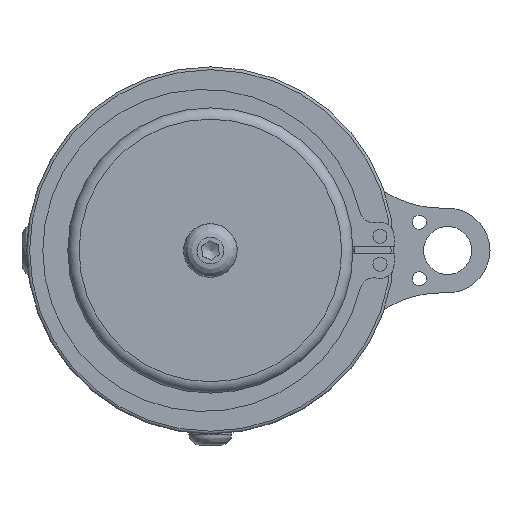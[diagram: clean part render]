
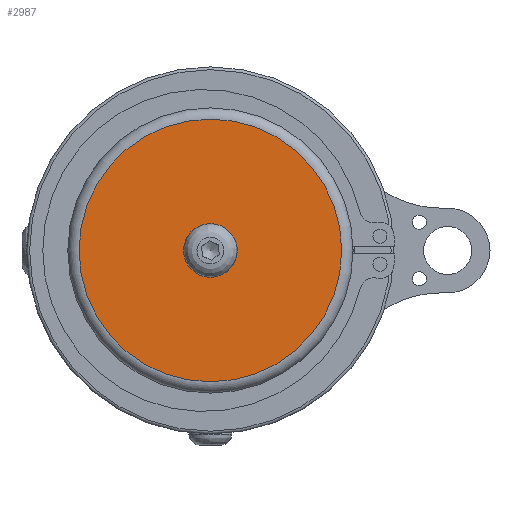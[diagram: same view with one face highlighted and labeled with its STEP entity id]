
A CAD part, left-side view. The second image highlights one B-rep face of the part: STEP entity #2987.
In plain terms, the highlighted planar face has unit normal (-1, 0, 0).
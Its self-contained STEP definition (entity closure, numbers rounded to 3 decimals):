
#133=FACE_BOUND('',#557,.T.);
#210=PLANE('',#3357);
#361=FACE_OUTER_BOUND('',#556,.T.);
#556=EDGE_LOOP('',(#2589,#2590));
#557=EDGE_LOOP('',(#2591,#2592));
#622=CIRCLE('',#3113,2.5);
#626=CIRCLE('',#3117,2.5);
#768=CIRCLE('',#3358,23.25);
#769=CIRCLE('',#3359,23.25);
#1173=VERTEX_POINT('',#4744);
#1174=VERTEX_POINT('',#4745);
#1367=VERTEX_POINT('',#5581);
#1368=VERTEX_POINT('',#5582);
#1505=EDGE_CURVE('',#1173,#1174,#622,.T.);
#1510=EDGE_CURVE('',#1174,#1173,#626,.T.);
#1780=EDGE_CURVE('',#1367,#1368,#768,.T.);
#1781=EDGE_CURVE('',#1368,#1367,#769,.T.);
#2589=ORIENTED_EDGE('',*,*,#1780,.T.);
#2590=ORIENTED_EDGE('',*,*,#1781,.T.);
#2591=ORIENTED_EDGE('',*,*,#1505,.F.);
#2592=ORIENTED_EDGE('',*,*,#1510,.F.);
#2987=ADVANCED_FACE('',(#361,#133),#210,.T.);
#3113=AXIS2_PLACEMENT_3D('',#4746,#3627,#3628);
#3117=AXIS2_PLACEMENT_3D('',#4754,#3636,#3637);
#3357=AXIS2_PLACEMENT_3D('',#5580,#4215,#4216);
#3358=AXIS2_PLACEMENT_3D('',#5583,#4217,#4218);
#3359=AXIS2_PLACEMENT_3D('',#5584,#4219,#4220);
#3627=DIRECTION('center_axis',(-1.,0.,0.));
#3628=DIRECTION('ref_axis',(0.,0.,
-1.));
#3636=DIRECTION('center_axis',(-1.,0.,0.));
#3637=DIRECTION('ref_axis',(0.,0.,
-1.));
#4215=DIRECTION('center_axis',(-1.,0.,0.));
#4216=DIRECTION('ref_axis',(0.,0.,
1.));
#4217=DIRECTION('center_axis',(-1.,0.,0.));
#4218=DIRECTION('ref_axis',(0.,0.,
-1.));
#4219=DIRECTION('center_axis',(-1.,0.,0.));
#4220=DIRECTION('ref_axis',(0.,0.,
-1.));
#4744=CARTESIAN_POINT('',(-101.542,2.5,0.));
#4745=CARTESIAN_POINT('',(-101.542,-2.484,0.278));
#4746=CARTESIAN_POINT('Origin',(-101.542,0.,
0.));
#4754=CARTESIAN_POINT('Origin',(-101.542,0.,
0.));
#5580=CARTESIAN_POINT('Origin',(-101.542,2.5,0.));
#5581=CARTESIAN_POINT('',(-101.542,23.25,0.));
#5582=CARTESIAN_POINT('',(-101.542,0.,-23.25));
#5583=CARTESIAN_POINT('Origin',(-101.542,0.,
0.));
#5584=CARTESIAN_POINT('Origin',(-101.542,0.,
0.));
